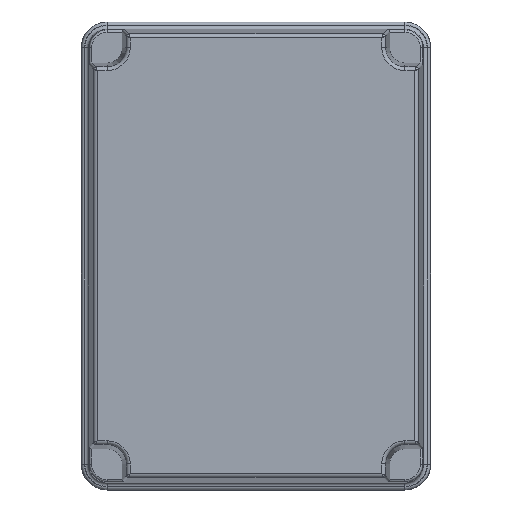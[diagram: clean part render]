
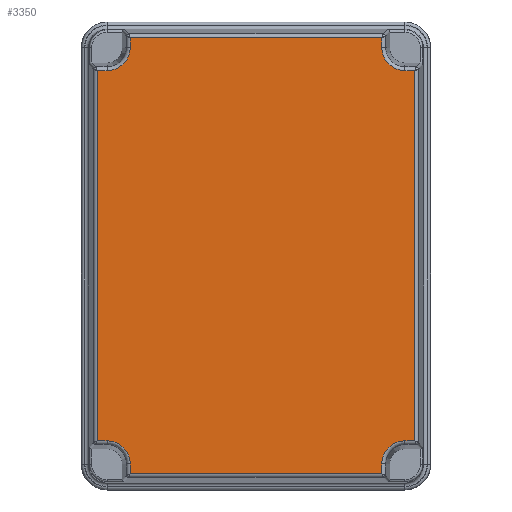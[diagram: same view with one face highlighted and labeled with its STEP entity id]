
A CAD part, top view. The second image highlights one B-rep face of the part: STEP entity #3350.
In plain terms, the highlighted planar face has unit normal (0, 0, 1).
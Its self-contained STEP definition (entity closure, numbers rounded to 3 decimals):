
#479=DIRECTION('',(0.,1.,0.));
#480=VECTOR('',#479,249.679);
#481=CARTESIAN_POINT('',(107.059,-124.84,109.5));
#482=LINE('',#481,#480);
#483=DIRECTION('',(0.,1.,0.));
#484=VECTOR('',#483,249.679);
#485=CARTESIAN_POINT('',(-107.059,-124.84,109.5));
#486=LINE('',#485,#484);
#487=CARTESIAN_POINT('',(-100.4,140.4,109.5));
#488=DIRECTION('',(0.,0.,1.));
#489=DIRECTION('',(0.,-1.,0.));
#490=AXIS2_PLACEMENT_3D('',#487,#488,#489);
#492=DIRECTION('',(-1.,0.,0.));
#493=VECTOR('',#492,169.679);
#494=CARTESIAN_POINT('',(84.84,147.059,109.5));
#495=LINE('',#494,#493);
#496=CARTESIAN_POINT('',(100.4,140.4,109.5));
#497=DIRECTION('',(0.,0.,-1.));
#498=DIRECTION('',(0.,-1.,0.));
#499=AXIS2_PLACEMENT_3D('',#496,#497,#498);
#501=CARTESIAN_POINT('',(100.4,-140.4,109.5));
#502=DIRECTION('',(0.,0.,1.));
#503=DIRECTION('',(0.,1.,0.));
#504=AXIS2_PLACEMENT_3D('',#501,#502,#503);
#506=DIRECTION('',(-1.,0.,0.));
#507=VECTOR('',#506,169.679);
#508=CARTESIAN_POINT('',(84.84,-147.059,109.5));
#509=LINE('',#508,#507);
#510=CARTESIAN_POINT('',(-100.4,-140.4,109.5));
#511=DIRECTION('',(0.,0.,-1.));
#512=DIRECTION('',(0.,1.,0.));
#513=AXIS2_PLACEMENT_3D('',#510,#511,#512);
#570=CARTESIAN_POINT('',(-84.84,147.059,109.5));
#586=CARTESIAN_POINT('',(84.84,147.059,109.5));
#645=DIRECTION('',(0.,-1.,0.));
#646=VECTOR('',#645,6.659);
#647=CARTESIAN_POINT('',(-84.84,147.059,109.5));
#648=LINE('',#647,#646);
#672=DIRECTION('',(-1.,0.,0.));
#673=VECTOR('',#672,6.659);
#674=CARTESIAN_POINT('',(-100.4,124.84,109.5));
#675=LINE('',#674,#673);
#916=DIRECTION('',(0.,-1.,0.));
#917=VECTOR('',#916,6.659);
#918=CARTESIAN_POINT('',(84.84,147.059,109.5));
#919=LINE('',#918,#917);
#959=DIRECTION('',(1.,0.,0.));
#960=VECTOR('',#959,6.659);
#961=CARTESIAN_POINT('',(100.4,124.84,109.5));
#962=LINE('',#961,#960);
#1142=CARTESIAN_POINT('',(84.84,-147.059,109.5));
#1158=CARTESIAN_POINT('',(-84.84,-147.059,109.5));
#1217=DIRECTION('',(0.,1.,0.));
#1218=VECTOR('',#1217,6.659);
#1219=CARTESIAN_POINT('',(84.84,-147.059,109.5));
#1220=LINE('',#1219,#1218);
#1244=DIRECTION('',(1.,0.,0.));
#1245=VECTOR('',#1244,6.659);
#1246=CARTESIAN_POINT('',(100.4,-124.84,109.5));
#1247=LINE('',#1246,#1245);
#1409=DIRECTION('',(0.,1.,0.));
#1410=VECTOR('',#1409,6.659);
#1411=CARTESIAN_POINT('',(-84.84,-147.059,109.5));
#1412=LINE('',#1411,#1410);
#1452=DIRECTION('',(-1.,0.,0.));
#1453=VECTOR('',#1452,6.659);
#1454=CARTESIAN_POINT('',(-100.4,-124.84,109.5));
#1455=LINE('',#1454,#1453);
#2236=CARTESIAN_POINT('',(-100.4,-124.84,109.5));
#2238=VERTEX_POINT('',#2236);
#2242=CARTESIAN_POINT('',(-84.84,-140.4,109.5));
#2243=VERTEX_POINT('',#2242);
#2244=VERTEX_POINT('',#1158);
#2250=CARTESIAN_POINT('',(-107.059,-124.84,109.5));
#2251=VERTEX_POINT('',#2250);
#2357=CARTESIAN_POINT('',(100.4,-124.84,109.5));
#2359=VERTEX_POINT('',#2357);
#2363=CARTESIAN_POINT('',(84.84,-140.4,109.5));
#2364=VERTEX_POINT('',#2363);
#2365=VERTEX_POINT('',#1142);
#2371=CARTESIAN_POINT('',(107.059,-124.84,109.5));
#2372=VERTEX_POINT('',#2371);
#2478=CARTESIAN_POINT('',(-100.4,124.84,109.5));
#2480=VERTEX_POINT('',#2478);
#2484=CARTESIAN_POINT('',(-84.84,140.4,109.5));
#2485=VERTEX_POINT('',#2484);
#2486=VERTEX_POINT('',#570);
#2492=CARTESIAN_POINT('',(-107.059,124.84,109.5));
#2493=VERTEX_POINT('',#2492);
#2599=CARTESIAN_POINT('',(100.4,124.84,109.5));
#2601=VERTEX_POINT('',#2599);
#2605=CARTESIAN_POINT('',(84.84,140.4,109.5));
#2606=VERTEX_POINT('',#2605);
#2607=VERTEX_POINT('',#586);
#2613=CARTESIAN_POINT('',(107.059,124.84,109.5));
#2614=VERTEX_POINT('',#2613);
#3312=CARTESIAN_POINT('',(0.,0.,109.5));
#3313=DIRECTION('',(0.,0.,1.));
#3314=DIRECTION('',(1.,0.,0.));
#3315=AXIS2_PLACEMENT_3D('',#3312,#3313,#3314);
#3316=PLANE('',#3315);
#3318=ORIENTED_EDGE('',*,*,#3317,.T.);
#3320=ORIENTED_EDGE('',*,*,#3319,.F.);
#3322=ORIENTED_EDGE('',*,*,#3321,.T.);
#3324=ORIENTED_EDGE('',*,*,#3323,.F.);
#3326=ORIENTED_EDGE('',*,*,#3325,.F.);
#3328=ORIENTED_EDGE('',*,*,#3327,.T.);
#3330=ORIENTED_EDGE('',*,*,#3329,.F.);
#3332=ORIENTED_EDGE('',*,*,#3331,.T.);
#3333=ORIENTED_EDGE('',*,*,#3302,.F.);
#3335=ORIENTED_EDGE('',*,*,#3334,.F.);
#3337=ORIENTED_EDGE('',*,*,#3336,.T.);
#3339=ORIENTED_EDGE('',*,*,#3338,.F.);
#3341=ORIENTED_EDGE('',*,*,#3340,.T.);
#3343=ORIENTED_EDGE('',*,*,#3342,.T.);
#3345=ORIENTED_EDGE('',*,*,#3344,.F.);
#3347=ORIENTED_EDGE('',*,*,#3346,.T.);
#3348=EDGE_LOOP('',(#3318,#3320,#3322,#3324,#3326,#3328,#3330,#3332,#3333,#3335,
#3337,#3339,#3341,#3343,#3345,#3347));
#3349=FACE_OUTER_BOUND('',#3348,.F.);
#3350=ADVANCED_FACE('',(#3349),#3316,.T.);
#491=CIRCLE('',#490,15.56);
#500=CIRCLE('',#499,15.56);
#505=CIRCLE('',#504,15.56);
#514=CIRCLE('',#513,15.56);
#3302=EDGE_CURVE('',#2372,#2614,#482,.T.);
#3317=EDGE_CURVE('',#2251,#2493,#486,.T.);
#3319=EDGE_CURVE('',#2480,#2493,#675,.T.);
#3321=EDGE_CURVE('',#2480,#2485,#491,.T.);
#3323=EDGE_CURVE('',#2486,#2485,#648,.T.);
#3325=EDGE_CURVE('',#2607,#2486,#495,.T.);
#3327=EDGE_CURVE('',#2607,#2606,#919,.T.);
#3329=EDGE_CURVE('',#2601,#2606,#500,.T.);
#3331=EDGE_CURVE('',#2601,#2614,#962,.T.);
#3334=EDGE_CURVE('',#2359,#2372,#1247,.T.);
#3336=EDGE_CURVE('',#2359,#2364,#505,.T.);
#3338=EDGE_CURVE('',#2365,#2364,#1220,.T.);
#3340=EDGE_CURVE('',#2365,#2244,#509,.T.);
#3342=EDGE_CURVE('',#2244,#2243,#1412,.T.);
#3344=EDGE_CURVE('',#2238,#2243,#514,.T.);
#3346=EDGE_CURVE('',#2238,#2251,#1455,.T.);
